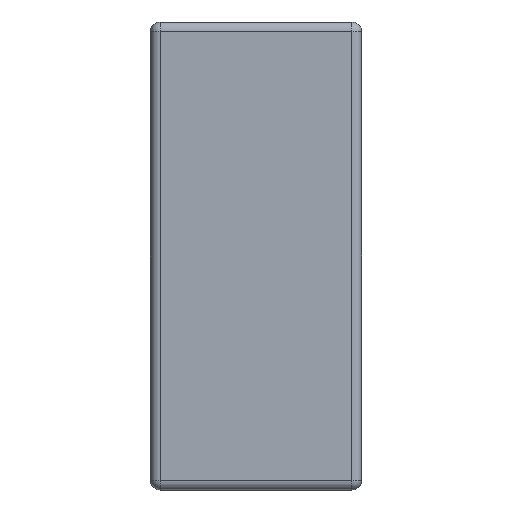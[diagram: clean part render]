
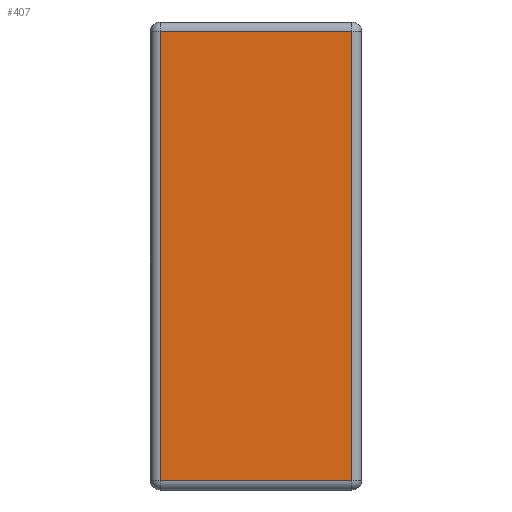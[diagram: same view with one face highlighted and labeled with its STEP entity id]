
A CAD part, left-side view. The second image highlights one B-rep face of the part: STEP entity #407.
In plain terms, the highlighted planar face has unit normal (-1, 0, 0).
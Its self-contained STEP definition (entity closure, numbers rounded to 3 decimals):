
#92 = ORIENTED_EDGE ( 'NONE', *, *, #2161, .T. ) ;
#160 = LINE ( 'NONE', #2831, #964 ) ;
#314 = DIRECTION ( 'NONE',  ( -1., 0., 0. ) ) ;
#407 = ADVANCED_FACE ( 'NONE', ( #3136 ), #3524, .T. ) ;
#964 = VECTOR ( 'NONE', #3214, 1000. ) ;
#969 = ORIENTED_EDGE ( 'NONE', *, *, #4595, .T. ) ;
#1048 = DIRECTION ( 'NONE',  ( 0., 0., -1. ) ) ;
#1167 = CARTESIAN_POINT ( 'NONE',  ( 0., 0.041, -0.041 ) ) ;
#1426 = VECTOR ( 'NONE', #3756, 1000. ) ;
#1547 = CARTESIAN_POINT ( 'NONE',  ( 0., 0.839, -0.041 ) ) ;
#1596 = VECTOR ( 'NONE', #1048, 1000. ) ;
#1710 = VERTEX_POINT ( 'NONE', #1547 ) ;
#1774 = EDGE_LOOP ( 'NONE', ( #969, #4050, #4649, #92 ) ) ;
#1777 = EDGE_CURVE ( 'NONE', #1940, #2249, #160, .T. ) ;
#1866 = DIRECTION ( 'NONE',  ( 0., 0., 1. ) ) ;
#1940 = VERTEX_POINT ( 'NONE', #3399 ) ;
#1984 = LINE ( 'NONE', #4185, #4674 ) ;
#2161 = EDGE_CURVE ( 'NONE', #1710, #3696, #2585, .T. ) ;
#2249 = VERTEX_POINT ( 'NONE', #1167 ) ;
#2585 = LINE ( 'NONE', #4031, #1596 ) ;
#2725 = DIRECTION ( 'NONE',  ( 0., 1., 0. ) ) ;
#2831 = CARTESIAN_POINT ( 'NONE',  ( 0., 0.041, 0. ) ) ;
#3136 = FACE_OUTER_BOUND ( 'NONE', #1774, .T. ) ;
#3214 = DIRECTION ( 'NONE',  ( 0., 0., 1. ) ) ;
#3219 = CARTESIAN_POINT ( 'NONE',  ( 0., 0.839, -1.909 ) ) ;
#3399 = CARTESIAN_POINT ( 'NONE',  ( 0., 0.041, -1.909 ) ) ;
#3524 = PLANE ( 'NONE',  #3582 ) ;
#3582 = AXIS2_PLACEMENT_3D ( 'NONE', #4044, #314, #1866 ) ;
#3696 = VERTEX_POINT ( 'NONE', #3219 ) ;
#3756 = DIRECTION ( 'NONE',  ( 0., -1., 0. ) ) ;
#4014 = EDGE_CURVE ( 'NONE', #2249, #1710, #1984, .T. ) ;
#4031 = CARTESIAN_POINT ( 'NONE',  ( 0., 0.839, -1.95 ) ) ;
#4044 = CARTESIAN_POINT ( 'NONE',  ( 0., 0., 0. ) ) ;
#4050 = ORIENTED_EDGE ( 'NONE', *, *, #1777, .T. ) ;
#4095 = CARTESIAN_POINT ( 'NONE',  ( 0., 0., -1.909 ) ) ;
#4185 = CARTESIAN_POINT ( 'NONE',  ( 0., 0.88, -0.041 ) ) ;
#4591 = LINE ( 'NONE', #4095, #1426 ) ;
#4595 = EDGE_CURVE ( 'NONE', #3696, #1940, #4591, .T. ) ;
#4649 = ORIENTED_EDGE ( 'NONE', *, *, #4014, .T. ) ;
#4674 = VECTOR ( 'NONE', #2725, 1000. ) ;
